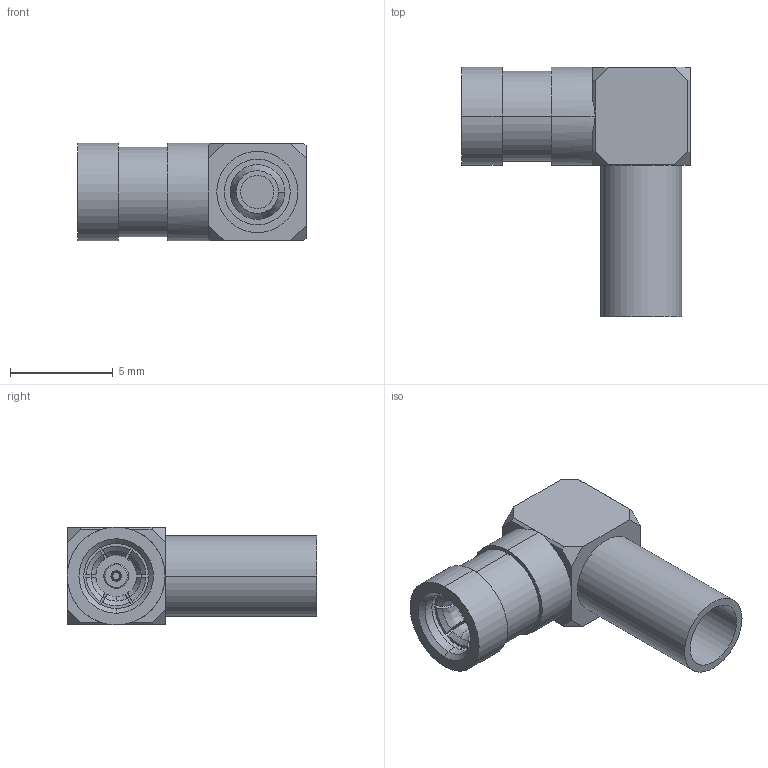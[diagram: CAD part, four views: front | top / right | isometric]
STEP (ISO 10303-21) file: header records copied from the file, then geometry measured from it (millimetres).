
FILE_DESCRIPTION (( 'STEP AP214' ), '1' );
FILE_NAME ('FMCN5250_3D.step', '2024-07-31T22:55:15', ( '' ), ( '' ), 'SwSTEP 2.0', 'SolidWorks 2022', '' );
FILE_SCHEMA (( 'AUTOMOTIVE_DESIGN' ));
Length unit declared in the file: inch
Products named in the file (1): FMCN5250_3D
Bounding box: 11.1 x 12.12 x 4.75 mm (x, y, z)
Volume: 216.5 mm3; surface area: 585.8 mm2
Topology: 2 solids, 2 shells, 169 faces, 440 edges, 287 vertices
Faces by surface type: plane 86, cylinder 60, cone 16, bspline 7
Entity records: 5469 total; most frequent: CARTESIAN_POINT 1110, DIRECTION 894, ORIENTED_EDGE 880, EDGE_CURVE 440, AXIS2_PLACEMENT_3D 319, VERTEX_POINT 287, LINE 256, VECTOR 256
